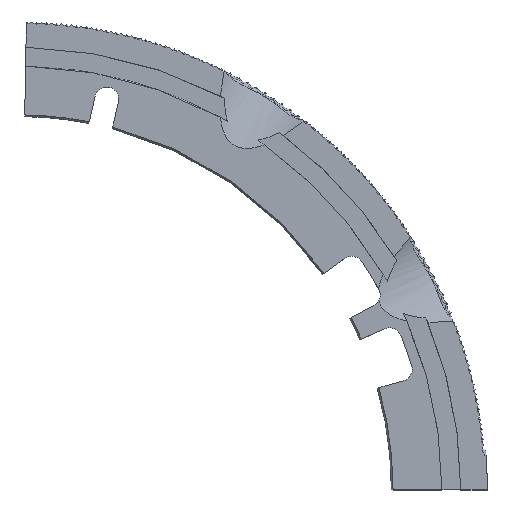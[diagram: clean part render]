
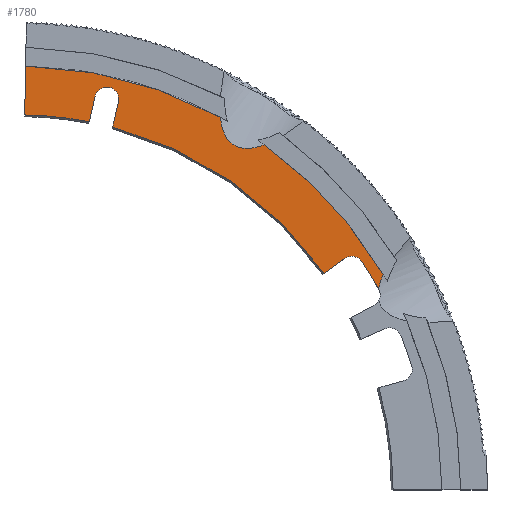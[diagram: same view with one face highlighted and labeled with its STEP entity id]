
A CAD part, top view. The second image highlights one B-rep face of the part: STEP entity #1780.
In plain terms, the highlighted planar face has unit normal (0, 0, 1).
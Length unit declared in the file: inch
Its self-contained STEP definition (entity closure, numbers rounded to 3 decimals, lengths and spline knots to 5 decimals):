
#5 = ORIENTED_EDGE ( 'NONE', *, *, #2441, .F. ) ;
#61 = ORIENTED_EDGE ( 'NONE', *, *, #6231, .F. ) ;
#64 = CARTESIAN_POINT ( 'NONE',  ( 0., 0., 0. ) ) ;
#173 = EDGE_CURVE ( 'NONE', #4026, #4265, #7401, .T. ) ;
#330 = CARTESIAN_POINT ( 'NONE',  ( 1.40707, 7.17918, 0. ) ) ;
#368 = FACE_OUTER_BOUND ( 'NONE', #444, .T. ) ;
#444 = EDGE_LOOP ( 'NONE', ( #1464, #3206, #2798, #3515, #1380, #8062, #5, #2136, #2913, #1904, #3753, #492, #3442, #61 ) ) ;
#475 = AXIS2_PLACEMENT_3D ( 'NONE', #7196, #5822, #3306 ) ;
#492 = ORIENTED_EDGE ( 'NONE', *, *, #1399, .F. ) ;
#596 = VECTOR ( 'NONE', #1681, 39.37008 ) ;
#622 = DIRECTION ( 'NONE',  ( 1., 0., 0. ) ) ;
#726 = VERTEX_POINT ( 'NONE', #7840 ) ;
#1126 = VERTEX_POINT ( 'NONE', #4294 ) ;
#1249 = CARTESIAN_POINT ( 'NONE',  ( 1.62038, 7.13071, 0. ) ) ;
#1360 = EDGE_CURVE ( 'NONE', #5249, #4026, #6327, .T. ) ;
#1380 = ORIENTED_EDGE ( 'NONE', *, *, #1555, .F. ) ;
#1399 = EDGE_CURVE ( 'NONE', #2867, #6922, #7581, .T. ) ;
#1464 = ORIENTED_EDGE ( 'NONE', *, *, #4405, .F. ) ;
#1512 = CARTESIAN_POINT ( 'NONE',  ( 6.09243, 4.04413, 0. ) ) ;
#1555 = EDGE_CURVE ( 'NONE', #5217, #8257, #4877, .T. ) ;
#1645 = CARTESIAN_POINT ( 'NONE',  ( 6.57755, 3.66818, 0. ) ) ;
#1681 = DIRECTION ( 'NONE',  ( -0.816, -0.578, 0. ) ) ;
#1694 = CARTESIAN_POINT ( 'NONE',  ( 0., 0., 0. ) ) ;
#1743 = CARTESIAN_POINT ( 'NONE',  ( 0., 0., 0. ) ) ;
#1780 = ADVANCED_FACE ( 'NONE', ( #368 ), #4387, .T. ) ;
#1904 = ORIENTED_EDGE ( 'NONE', *, *, #1360, .F. ) ;
#1970 = DIRECTION ( 'NONE',  ( 0., 0., 1. ) ) ;
#2037 = DIRECTION ( 'NONE',  ( 0., 0., -1. ) ) ;
#2136 = ORIENTED_EDGE ( 'NONE', *, *, #6783, .T. ) ;
#2194 = AXIS2_PLACEMENT_3D ( 'NONE', #1512, #7869, #5365 ) ;
#2202 = LINE ( 'NONE', #4000, #8001 ) ;
#2302 = CARTESIAN_POINT ( 'NONE',  ( 5.96605, 4.22268, 0. ) ) ;
#2306 = VERTEX_POINT ( 'NONE', #4025 ) ;
#2325 = VERTEX_POINT ( 'NONE', #7825 ) ;
#2441 = EDGE_CURVE ( 'NONE', #7752, #6439, #5408, .T. ) ;
#2497 = DIRECTION ( 'NONE',  ( 1., 0., 0. ) ) ;
#2625 = CIRCLE ( 'NONE', #7988, 6.8435 ) ;
#2746 = CIRCLE ( 'NONE', #5294, 6.8435 ) ;
#2781 = CIRCLE ( 'NONE', #7858, 7.53125 ) ;
#2798 = ORIENTED_EDGE ( 'NONE', *, *, #5035, .T. ) ;
#2820 = DIRECTION ( 'NONE',  ( 0.018, 1., 0. ) ) ;
#2867 = VERTEX_POINT ( 'NONE', #5030 ) ;
#2913 = ORIENTED_EDGE ( 'NONE', *, *, #173, .F. ) ;
#3014 = CARTESIAN_POINT ( 'NONE',  ( 6.66268, 3.92826, 0. ) ) ;
#3115 = CARTESIAN_POINT ( 'NONE',  ( 3.74226, 6.29541, 0. ) ) ;
#3173 = CARTESIAN_POINT ( 'NONE',  ( 1.62038, 7.13071, 0. ) ) ;
#3206 = ORIENTED_EDGE ( 'NONE', *, *, #6344, .F. ) ;
#3226 = DIRECTION ( 'NONE',  ( 0., 0., -1. ) ) ;
#3263 = CIRCLE ( 'NONE', #5946, 7.7345 ) ;
#3270 = CARTESIAN_POINT ( 'NONE',  ( 4.49304, 6.29564, 0. ) ) ;
#3306 = DIRECTION ( 'NONE',  ( 1., 0., 0. ) ) ;
#3437 = EDGE_CURVE ( 'NONE', #6439, #5217, #5821, .T. ) ;
#3442 = ORIENTED_EDGE ( 'NONE', *, *, #5881, .F. ) ;
#3515 = ORIENTED_EDGE ( 'NONE', *, *, #7758, .F. ) ;
#3518 = CARTESIAN_POINT ( 'NONE',  ( 1.8337, 7.08224, 0. ) ) ;
#3624 = CARTESIAN_POINT ( 'NONE',  ( 1.8337, 7.08224, 0. ) ) ;
#3710 = CARTESIAN_POINT ( 'NONE',  ( 0., 0., 0. ) ) ;
#3753 = ORIENTED_EDGE ( 'NONE', *, *, #5908, .F. ) ;
#4000 = CARTESIAN_POINT ( 'NONE',  ( 0.12232, 6.8114, 0. ) ) ;
#4025 = CARTESIAN_POINT ( 'NONE',  ( 3.69045, 6.79728, 0. ) ) ;
#4026 = VERTEX_POINT ( 'NONE', #2302 ) ;
#4078 = CIRCLE ( 'NONE', #475, 7.7345 ) ;
#4119 = DIRECTION ( 'NONE',  ( 1., 0., 0. ) ) ;
#4183 = CARTESIAN_POINT ( 'NONE',  ( 1.83913, 7.13071, 0. ) ) ;
#4265 = VERTEX_POINT ( 'NONE', #5516 ) ;
#4294 = CARTESIAN_POINT ( 'NONE',  ( 4.49304, 6.29564, 0. ) ) ;
#4387 = PLANE ( 'NONE',  #7322 ) ;
#4405 = EDGE_CURVE ( 'NONE', #726, #2306, #3263, .T. ) ;
#4508 = CARTESIAN_POINT ( 'NONE',  ( 4.01922, 6.12231, 0. ) ) ;
#4583 = CARTESIAN_POINT ( 'NONE',  ( 3.69045, 6.79728, 0. ) ) ;
#4725 = DIRECTION ( 'NONE',  ( -0.222, -0.975, 0. ) ) ;
#4788 = CARTESIAN_POINT ( 'NONE',  ( 6.59065, 3.74828, 0. ) ) ;
#4877 = CIRCLE ( 'NONE', #8206, 0.21875 ) ;
#4879 = DIRECTION ( 'NONE',  ( 0., 0., -1. ) ) ;
#4900 = CARTESIAN_POINT ( 'NONE',  ( 6.27468, 4.1651, 0. ) ) ;
#5018 = CARTESIAN_POINT ( 'NONE',  ( 1.40707, 7.17918, 0. ) ) ;
#5030 = CARTESIAN_POINT ( 'NONE',  ( 6.66268, 3.92826, 0. ) ) ;
#5035 = EDGE_CURVE ( 'NONE', #6133, #2325, #2746, .T. ) ;
#5217 = VERTEX_POINT ( 'NONE', #4183 ) ;
#5249 = VERTEX_POINT ( 'NONE', #4900 ) ;
#5294 = AXIS2_PLACEMENT_3D ( 'NONE', #64, #2037, #622 ) ;
#5365 = DIRECTION ( 'NONE',  ( -1., 0., 0. ) ) ;
#5408 = LINE ( 'NONE', #3518, #6353 ) ;
#5502 = DIRECTION ( 'NONE',  ( 1., 0., 0. ) ) ;
#5516 = CARTESIAN_POINT ( 'NONE',  ( 5.58591, 3.95362, 0. ) ) ;
#5581 = DIRECTION ( 'NONE',  ( 0., 0., 1. ) ) ;
#5772 = DIRECTION ( 'NONE',  ( 1., 0., 0. ) ) ;
#5821 = CIRCLE ( 'NONE', #6890, 0.21875 ) ;
#5822 = DIRECTION ( 'NONE',  ( 0., 0., -1. ) ) ;
#5881 = EDGE_CURVE ( 'NONE', #1126, #2867, #4078, .T. ) ;
#5908 = EDGE_CURVE ( 'NONE', #6922, #5249, #2781, .T. ) ;
#5946 = AXIS2_PLACEMENT_3D ( 'NONE', #6414, #3226, #2497 ) ;
#6073 = DIRECTION ( 'NONE',  ( 0.222, 0.975, 0. ) ) ;
#6106 = LINE ( 'NONE', #330, #7991 ) ;
#6133 = VERTEX_POINT ( 'NONE', #7100 ) ;
#6143 = DIRECTION ( 'NONE',  ( 0., 0., 1. ) ) ;
#6231 = EDGE_CURVE ( 'NONE', #2306, #1126, #8128, .T. ) ;
#6267 = DIRECTION ( 'NONE',  ( 1., 0., 0. ) ) ;
#6327 = CIRCLE ( 'NONE', #2194, 0.21875 ) ;
#6344 = EDGE_CURVE ( 'NONE', #6133, #726, #2202, .T. ) ;
#6353 = VECTOR ( 'NONE', #6073, 39.37008 ) ;
#6414 = CARTESIAN_POINT ( 'NONE',  ( 0., 0., 0. ) ) ;
#6439 = VERTEX_POINT ( 'NONE', #3624 ) ;
#6783 = EDGE_CURVE ( 'NONE', #7752, #4265, #2625, .T. ) ;
#6890 = AXIS2_PLACEMENT_3D ( 'NONE', #3173, #1970, #5772 ) ;
#6922 = VERTEX_POINT ( 'NONE', #8287 ) ;
#6975 = DIRECTION ( 'NONE',  ( 0., 0., 1. ) ) ;
#7100 = CARTESIAN_POINT ( 'NONE',  ( 0.12288, 6.8424, 0. ) ) ;
#7196 = CARTESIAN_POINT ( 'NONE',  ( 0., 0., 0. ) ) ;
#7275 = CARTESIAN_POINT ( 'NONE',  ( 6.61907, 3.83511, 0. ) ) ;
#7322 = AXIS2_PLACEMENT_3D ( 'NONE', #3710, #6143, #6267 ) ;
#7356 = CARTESIAN_POINT ( 'NONE',  ( 5.96605, 4.22268, 0. ) ) ;
#7401 = LINE ( 'NONE', #7356, #596 ) ;
#7529 = DIRECTION ( 'NONE',  ( 1., 0., 0. ) ) ;
#7581 =( BOUNDED_CURVE ( )  B_SPLINE_CURVE ( 3, ( #3014, #7275, #4788, #1645 ),
 .UNSPECIFIED., .F., .F. ) 
 B_SPLINE_CURVE_WITH_KNOTS ( ( 4, 4 ),
 ( 2.82062, 2.95369 ),
 .UNSPECIFIED. ) 
 CURVE ( )  GEOMETRIC_REPRESENTATION_ITEM ( )  RATIONAL_B_SPLINE_CURVE ( ( 1., 0.999, 0.999, 1. ) ) 
 REPRESENTATION_ITEM ( '' )  );
#7752 = VERTEX_POINT ( 'NONE', #7769 ) ;
#7758 = EDGE_CURVE ( 'NONE', #8257, #2325, #6106, .T. ) ;
#7769 = CARTESIAN_POINT ( 'NONE',  ( 1.72899, 6.62149, 0. ) ) ;
#7825 = CARTESIAN_POINT ( 'NONE',  ( 1.30237, 6.71843, 0. ) ) ;
#7840 = CARTESIAN_POINT ( 'NONE',  ( 0.13887, 7.73325, 0. ) ) ;
#7858 = AXIS2_PLACEMENT_3D ( 'NONE', #1694, #5581, #4119 ) ;
#7869 = DIRECTION ( 'NONE',  ( 0., 0., 1. ) ) ;
#7988 = AXIS2_PLACEMENT_3D ( 'NONE', #1743, #4879, #5502 ) ;
#7991 = VECTOR ( 'NONE', #4725, 39.37008 ) ;
#8001 = VECTOR ( 'NONE', #2820, 39.37008 ) ;
#8062 = ORIENTED_EDGE ( 'NONE', *, *, #3437, .F. ) ;
#8128 =( BOUNDED_CURVE ( )  B_SPLINE_CURVE ( 3, ( #4583, #3115, #4508, #3270 ),
 .UNSPECIFIED., .F., .F. ) 
 B_SPLINE_CURVE_WITH_KNOTS ( ( 4, 4 ),
 ( 2.82062, 3.46256 ),
 .UNSPECIFIED. ) 
 CURVE ( )  GEOMETRIC_REPRESENTATION_ITEM ( )  RATIONAL_B_SPLINE_CURVE ( ( 1., 0.966, 0.966, 1. ) ) 
 REPRESENTATION_ITEM ( '' )  );
#8206 = AXIS2_PLACEMENT_3D ( 'NONE', #1249, #6975, #7529 ) ;
#8257 = VERTEX_POINT ( 'NONE', #5018 ) ;
#8287 = CARTESIAN_POINT ( 'NONE',  ( 6.57755, 3.66818, 0. ) ) ;
